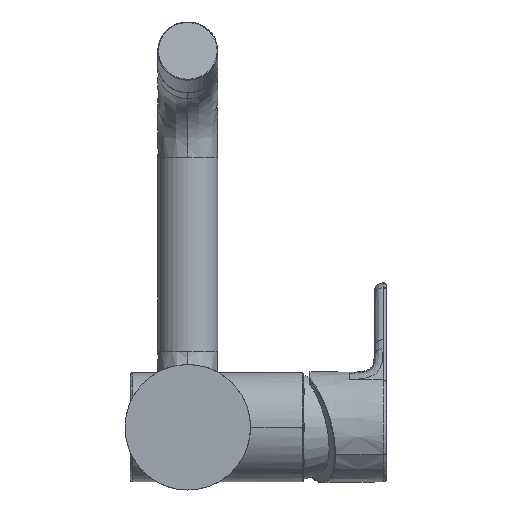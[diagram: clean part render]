
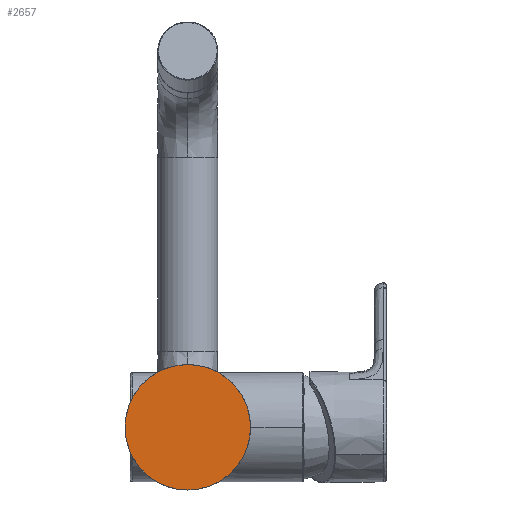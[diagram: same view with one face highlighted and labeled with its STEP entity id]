
A CAD part, front view. The second image highlights one B-rep face of the part: STEP entity #2657.
In plain terms, the highlighted planar face has unit normal (0, -1, 0).
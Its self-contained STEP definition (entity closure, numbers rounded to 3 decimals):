
#743 = VERTEX_POINT ( 'NONE', #1377 ) ;
#1377 = CARTESIAN_POINT ( 'NONE',  ( -25., 0., 0. ) ) ;
#1655 = AXIS2_PLACEMENT_3D ( 'NONE', #3996, #4046, #11018 ) ;
#2013 = CARTESIAN_POINT ( 'NONE',  ( 0., 0., 0. ) ) ;
#2657 = ADVANCED_FACE ( 'NONE', ( #4829 ), #8613, .F. ) ;
#2883 = EDGE_LOOP ( 'NONE', ( #14028, #5445 ) ) ;
#3996 = CARTESIAN_POINT ( 'NONE',  ( 0., 0., 0. ) ) ;
#4046 = DIRECTION ( 'NONE',  ( 0., 1., 0. ) ) ;
#4829 = FACE_OUTER_BOUND ( 'NONE', #2883, .T. ) ;
#5445 = ORIENTED_EDGE ( 'NONE', *, *, #5620, .F. ) ;
#5620 = EDGE_CURVE ( 'NONE', #743, #10652, #10009, .T. ) ;
#5778 = EDGE_CURVE ( 'NONE', #10652, #743, #11382, .T. ) ;
#5901 = AXIS2_PLACEMENT_3D ( 'NONE', #8239, #13790, #11496 ) ;
#6835 = AXIS2_PLACEMENT_3D ( 'NONE', #2013, #13379, #8791 ) ;
#6913 = CARTESIAN_POINT ( 'NONE',  ( 25., 0., 0. ) ) ;
#8239 = CARTESIAN_POINT ( 'NONE',  ( 0., 0., 0. ) ) ;
#8613 = PLANE ( 'NONE',  #1655 ) ;
#8791 = DIRECTION ( 'NONE',  ( 1., 0., 0. ) ) ;
#10009 = CIRCLE ( 'NONE', #5901, 25. ) ;
#10652 = VERTEX_POINT ( 'NONE', #6913 ) ;
#11018 = DIRECTION ( 'NONE',  ( 1., 0., 0. ) ) ;
#11382 = CIRCLE ( 'NONE', #6835, 25. ) ;
#11496 = DIRECTION ( 'NONE',  ( 1., 0., 0. ) ) ;
#13379 = DIRECTION ( 'NONE',  ( 0., 1., 0. ) ) ;
#13790 = DIRECTION ( 'NONE',  ( 0., 1., 0. ) ) ;
#14028 = ORIENTED_EDGE ( 'NONE', *, *, #5778, .F. ) ;
